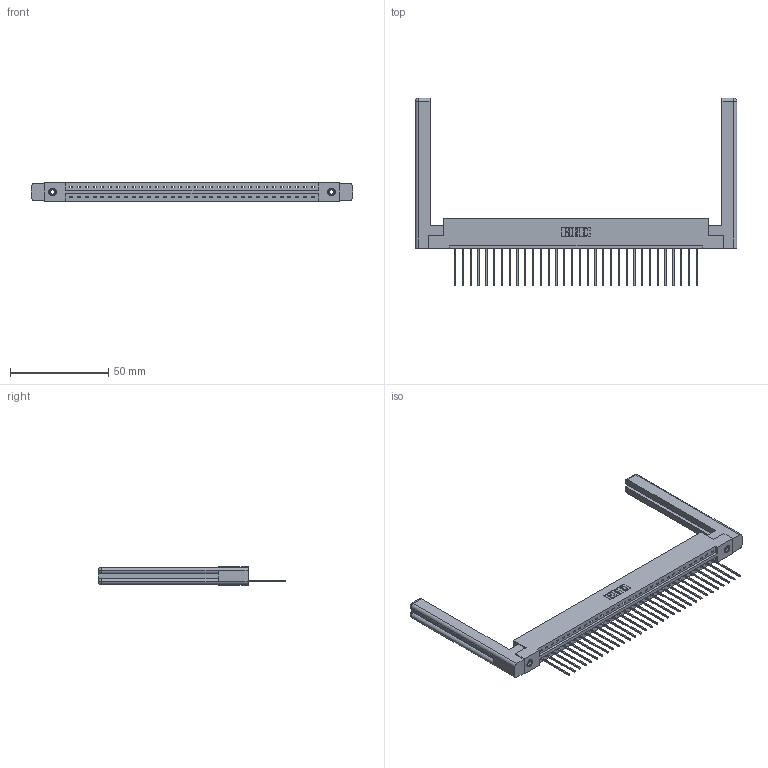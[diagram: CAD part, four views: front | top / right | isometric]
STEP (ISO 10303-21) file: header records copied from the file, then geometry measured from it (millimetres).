
FILE_DESCRIPTION (( 'STEP AP203' ), '1' );
FILE_NAME ('337-032-541-158.STEP', '2019-10-01T03:16:25', ( '' ), ( '' ), 'SwSTEP 2.0', 'SolidWorks 2016', '' );
FILE_SCHEMA (( 'CONFIG_CONTROL_DESIGN' ));
Length unit declared in the file: inch
Products named in the file (5): 307-220-058; 337-032-541-158; 345-292-001_345-293-141; 337 Part_Flush Mounting Lugs - 0.156 Dia-TI; 345-250-001_345-250-001-102
Assembly tree (37 placements, depth 2):
  337-032-541-158
    337 Part_Flush Mounting Lugs - 0.156 Dia-TI
    345-292-001_345-293-141  x32
    345-250-001_345-250-001-102  x2
    307-220-058  x2
Bounding box: 163.42 x 95.38 x 9.4 mm (x, y, z)
Volume: 24127.8 mm3; surface area: 23338.5 mm2
Topology: 37 solids, 37 shells, 2240 faces, 6681 edges, 4398 vertices
Faces by surface type: plane 1626, cylinder 590, cone 12, torus 12
Entity records: 27732 total; most frequent: CARTESIAN_POINT 4829, ORIENTED_EDGE 4736, DIRECTION 4104, EDGE_CURVE 2368, LINE 2192, VECTOR 2192, VERTEX_POINT 1570, AXIS2_PLACEMENT_3D 956
